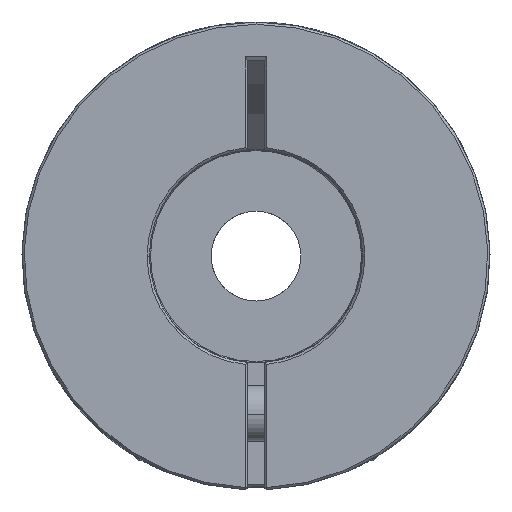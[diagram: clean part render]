
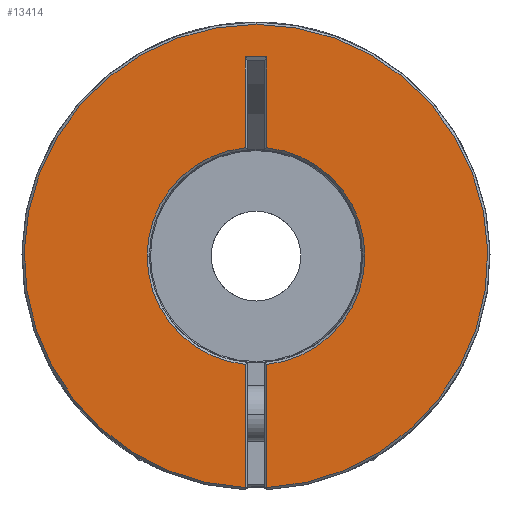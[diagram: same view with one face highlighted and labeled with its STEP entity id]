
A CAD part, front view. The second image highlights one B-rep face of the part: STEP entity #13414.
In plain terms, the highlighted face is planar.
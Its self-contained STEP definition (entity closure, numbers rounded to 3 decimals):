
#855=VECTOR('',#16392,1.);
#858=VECTOR('',#16402,1.);
#862=VECTOR('',#16407,1.);
#865=VECTOR('',#16413,1.);
#868=VECTOR('',#16425,1.);
#1298=LINE('',#42196,#855);
#1301=LINE('',#42215,#858);
#1305=LINE('',#42224,#862);
#1308=LINE('',#42236,#865);
#1311=LINE('',#42251,#868);
#2611=PLANE('',#14401);
#3912=VERTEX_POINT('',#41887);
#3913=VERTEX_POINT('',#42182);
#3916=VERTEX_POINT('',#42197);
#3918=VERTEX_POINT('',#42205);
#3920=VERTEX_POINT('',#42208);
#3922=VERTEX_POINT('',#42216);
#3923=VERTEX_POINT('',#42217);
#3926=VERTEX_POINT('',#42225);
#3930=VERTEX_POINT('',#42240);
#3932=VERTEX_POINT('',#42243);
#3935=VERTEX_POINT('',#42256);
#4544=CIRCLE('',#14378,9.701);
#4546=CIRCLE('',#14386,9.701);
#4548=CIRCLE('',#14390,20.649);
#4554=CIRCLE('',#14402,9.701);
#4555=CIRCLE('',#14403,20.649);
#4556=CIRCLE('',#14404,9.701);
#6397=EDGE_CURVE('',#3912,#3916,#1298,.F.);
#6401=EDGE_CURVE('',#3918,#3920,#4544,.F.);
#6404=EDGE_CURVE('',#3922,#3923,#1301,.F.);
#6408=EDGE_CURVE('',#3923,#3926,#1305,.F.);
#6413=EDGE_CURVE('',#3920,#3922,#1308,.F.);
#6416=EDGE_CURVE('',#3930,#3932,#4546,.F.);
#6420=EDGE_CURVE('',#3932,#3913,#1311,.F.);
#6423=EDGE_CURVE('',#3935,#3912,#4548,.T.);
#6439=EDGE_CURVE('',#3916,#3918,#4554,.T.);
#6440=EDGE_CURVE('',#3913,#3935,#4555,.F.);
#6441=EDGE_CURVE('',#3926,#3930,#4556,.T.);
#10232=ORIENTED_EDGE('',*,*,#6404,.F.);
#10233=ORIENTED_EDGE('',*,*,#6413,.F.);
#10234=ORIENTED_EDGE('',*,*,#6401,.F.);
#10235=ORIENTED_EDGE('',*,*,#6439,.F.);
#10236=ORIENTED_EDGE('',*,*,#6397,.F.);
#10237=ORIENTED_EDGE('',*,*,#6423,.F.);
#10238=ORIENTED_EDGE('',*,*,#6440,.F.);
#10239=ORIENTED_EDGE('',*,*,#6420,.F.);
#10240=ORIENTED_EDGE('',*,*,#6416,.F.);
#10241=ORIENTED_EDGE('',*,*,#6441,.F.);
#10242=ORIENTED_EDGE('',*,*,#6408,.F.);
#11666=EDGE_LOOP('',(#10232,#10233,#10234,#10235,#10236,#10237,#10238,#10239,
#10240,#10241,#10242));
#12586=FACE_BOUND('',#11666,.T.);
#13414=ADVANCED_FACE('',(#12586),#2611,.F.);
#14378=AXIS2_PLACEMENT_3D('',#42207,#16397,#16398);
#14386=AXIS2_PLACEMENT_3D('',#42242,#16419,#16420);
#14390=AXIS2_PLACEMENT_3D('',#42257,#16430,#16431);
#14401=AXIS2_PLACEMENT_3D('',#42289,#16457,$);
#14402=AXIS2_PLACEMENT_3D('',#42290,#16458,#16459);
#14403=AXIS2_PLACEMENT_3D('',#42291,#16460,#16461);
#14404=AXIS2_PLACEMENT_3D('',#42292,#16462,#16463);
#16392=DIRECTION('',(-1.,0.,0.));
#16397=DIRECTION('',(0.,0.,1.));
#16398=DIRECTION('',(0.,9.701,0.));
#16402=DIRECTION('',(0.,1.,0.));
#16407=DIRECTION('',(1.,0.,0.));
#16413=DIRECTION('',(-1.,0.,0.));
#16419=DIRECTION('',(0.,0.,1.));
#16420=DIRECTION('',(0.,-9.701,0.));
#16425=DIRECTION('',(1.,0.,0.));
#16430=DIRECTION('',(0.,0.,1.));
#16431=DIRECTION('',(20.649,0.,0.));
#16457=DIRECTION('',(0.,0.,1.));
#16458=DIRECTION('',(0.,0.,-1.));
#16459=DIRECTION('',(0.,9.701,0.));
#16460=DIRECTION('',(0.,0.,-1.));
#16461=DIRECTION('',(20.649,0.,0.));
#16462=DIRECTION('',(0.,0.,-1.));
#16463=DIRECTION('',(0.,-9.701,0.));
#41887=CARTESIAN_POINT('',(-20.627,0.951,-0.001));
#42182=CARTESIAN_POINT('',(-20.627,-0.951,-0.001));
#42196=CARTESIAN_POINT('',(-1.047,0.951,-0.001));
#42197=CARTESIAN_POINT('',(-9.654,0.951,-0.001));
#42205=CARTESIAN_POINT('',(0.,9.701,-0.001));
#42207=CARTESIAN_POINT('',(0.,0.,-0.001));
#42208=CARTESIAN_POINT('',(9.654,0.951,-0.001));
#42215=CARTESIAN_POINT('',(17.752,-0.375,-0.001));
#42216=CARTESIAN_POINT('',(17.752,0.951,-0.001));
#42217=CARTESIAN_POINT('',(17.752,-0.951,-0.001));
#42224=CARTESIAN_POINT('',(-1.047,-0.951,-0.001));
#42225=CARTESIAN_POINT('',(9.654,-0.951,-0.001));
#42236=CARTESIAN_POINT('',(-1.047,0.951,-0.001));
#42240=CARTESIAN_POINT('',(0.,-9.701,-0.001));
#42242=CARTESIAN_POINT('',(0.,0.,-0.001));
#42243=CARTESIAN_POINT('',(-9.654,-0.951,-0.001));
#42251=CARTESIAN_POINT('',(0.,-0.951,-0.001));
#42256=CARTESIAN_POINT('',(20.649,0.,-0.001));
#42257=CARTESIAN_POINT('',(0.,0.,-0.001));
#42289=CARTESIAN_POINT('',(0.,0.,-0.001));
#42290=CARTESIAN_POINT('',(0.,0.,-0.001));
#42291=CARTESIAN_POINT('',(0.,0.,-0.001));
#42292=CARTESIAN_POINT('',(0.,0.,-0.001));
